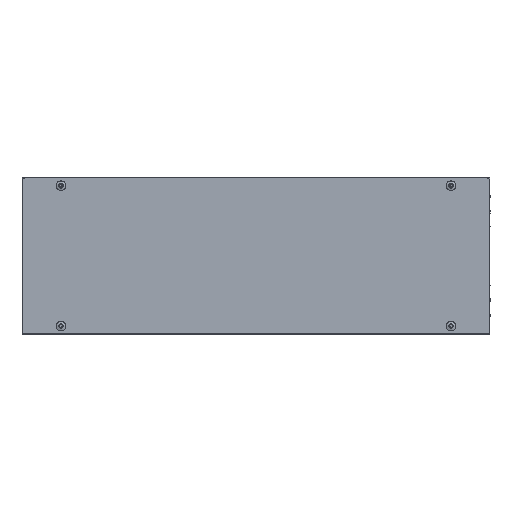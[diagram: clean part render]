
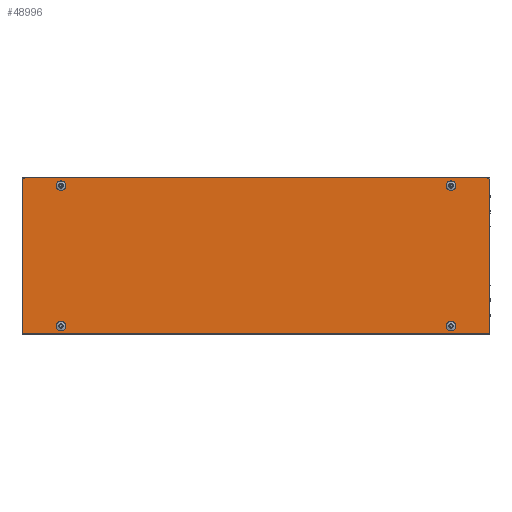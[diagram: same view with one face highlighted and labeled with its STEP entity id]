
A CAD part, top view. The second image highlights one B-rep face of the part: STEP entity #48996.
In plain terms, the highlighted planar face has unit normal (0, 0, 1).
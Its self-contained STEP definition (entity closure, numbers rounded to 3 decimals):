
#4186=FACE_BOUND('',#9224,.T.);
#4187=FACE_BOUND('',#9225,.T.);
#4188=FACE_BOUND('',#9226,.T.);
#4189=FACE_BOUND('',#9227,.T.);
#4640=PLANE('',#52095);
#6493=FACE_OUTER_BOUND('',#9223,.T.);
#9223=EDGE_LOOP('',(#36358,#36359,#36360,#36361,#36362,#36363,#36364,#36365));
#9224=EDGE_LOOP('',(#36366));
#9225=EDGE_LOOP('',(#36367));
#9226=EDGE_LOOP('',(#36368));
#9227=EDGE_LOOP('',(#36369));
#12453=LINE('',#66353,#17642);
#12459=LINE('',#66374,#17648);
#12463=LINE('',#66385,#17652);
#12464=LINE('',#66387,#17653);
#17642=VECTOR('',#55961,0.394);
#17648=VECTOR('',#55981,0.394);
#17652=VECTOR('',#55995,0.394);
#17653=VECTOR('',#55998,0.394);
#22349=CIRCLE('',#52067,0.145);
#22351=CIRCLE('',#52070,0.145);
#22353=CIRCLE('',#52073,0.145);
#22355=CIRCLE('',#52076,0.145);
#22357=CIRCLE('',#52079,0.125);
#22362=CIRCLE('',#52087,0.125);
#22363=CIRCLE('',#52090,0.125);
#22364=CIRCLE('',#52092,0.125);
#23223=VERTEX_POINT('',#66316);
#23225=VERTEX_POINT('',#66322);
#23227=VERTEX_POINT('',#66328);
#23229=VERTEX_POINT('',#66334);
#23231=VERTEX_POINT('',#66340);
#23232=VERTEX_POINT('',#66341);
#23236=VERTEX_POINT('',#66351);
#23242=VERTEX_POINT('',#66367);
#23243=VERTEX_POINT('',#66368);
#23244=VERTEX_POINT('',#66373);
#23245=VERTEX_POINT('',#66377);
#23246=VERTEX_POINT('',#66381);
#28242=EDGE_CURVE('',#23223,#23223,#22349,.T.);
#28245=EDGE_CURVE('',#23225,#23225,#22351,.T.);
#28248=EDGE_CURVE('',#23227,#23227,#22353,.T.);
#28251=EDGE_CURVE('',#23229,#23229,#22355,.T.);
#28254=EDGE_CURVE('',#23231,#23232,#22357,.T.);
#28260=EDGE_CURVE('',#23236,#23231,#12453,.T.);
#28267=EDGE_CURVE('',#23242,#23243,#22362,.T.);
#28270=EDGE_CURVE('',#23243,#23244,#12459,.T.);
#28272=EDGE_CURVE('',#23244,#23245,#22363,.T.);
#28274=EDGE_CURVE('',#23246,#23236,#22364,.T.);
#28276=EDGE_CURVE('',#23245,#23246,#12463,.T.);
#28277=EDGE_CURVE('',#23232,#23242,#12464,.T.);
#36358=ORIENTED_EDGE('',*,*,#28254,.F.);
#36359=ORIENTED_EDGE('',*,*,#28260,.F.);
#36360=ORIENTED_EDGE('',*,*,#28274,.F.);
#36361=ORIENTED_EDGE('',*,*,#28276,.F.);
#36362=ORIENTED_EDGE('',*,*,#28272,.F.);
#36363=ORIENTED_EDGE('',*,*,#28270,.F.);
#36364=ORIENTED_EDGE('',*,*,#28267,.F.);
#36365=ORIENTED_EDGE('',*,*,#28277,.F.);
#36366=ORIENTED_EDGE('',*,*,#28242,.T.);
#36367=ORIENTED_EDGE('',*,*,#28245,.T.);
#36368=ORIENTED_EDGE('',*,*,#28248,.T.);
#36369=ORIENTED_EDGE('',*,*,#28251,.T.);
#48996=ADVANCED_FACE('',(#6493,#4186,#4187,#4188,#4189),#4640,.T.);
#52067=AXIS2_PLACEMENT_3D('',#66317,#55923,#55924);
#52070=AXIS2_PLACEMENT_3D('',#66323,#55930,#55931);
#52073=AXIS2_PLACEMENT_3D('',#66329,#55937,#55938);
#52076=AXIS2_PLACEMENT_3D('',#66335,#55944,#55945);
#52079=AXIS2_PLACEMENT_3D('',#66342,#55951,#55952);
#52087=AXIS2_PLACEMENT_3D('',#66369,#55975,#55976);
#52090=AXIS2_PLACEMENT_3D('',#66378,#55985,#55986);
#52092=AXIS2_PLACEMENT_3D('',#66382,#55990,#55991);
#52095=AXIS2_PLACEMENT_3D('',#66388,#55999,#56000);
#55923=DIRECTION('center_axis',(0.,0.,-1.));
#55924=DIRECTION('ref_axis',(-1.,0.,0.));
#55930=DIRECTION('center_axis',(0.,0.,-1.));
#55931=DIRECTION('ref_axis',(-1.,0.,0.));
#55937=DIRECTION('center_axis',(0.,0.,-1.));
#55938=DIRECTION('ref_axis',(-1.,0.,0.));
#55944=DIRECTION('center_axis',(0.,0.,-1.));
#55945=DIRECTION('ref_axis',(-1.,0.,0.));
#55951=DIRECTION('center_axis',(0.,0.,-1.));
#55952=DIRECTION('ref_axis',(0.707,0.707,0.));
#55961=DIRECTION('',(1.,0.,0.));
#55975=DIRECTION('center_axis',(0.,0.,-1.));
#55976=DIRECTION('ref_axis',(0.707,-0.707,0.));
#55981=DIRECTION('',(-1.,0.,0.));
#55985=DIRECTION('center_axis',(0.,0.,-1.));
#55986=DIRECTION('ref_axis',(-0.707,-0.707,0.));
#55990=DIRECTION('center_axis',(0.,0.,-1.));
#55991=DIRECTION('ref_axis',(-0.707,0.707,0.));
#55995=DIRECTION('',(0.,1.,0.));
#55998=DIRECTION('',(0.,-1.,0.));
#55999=DIRECTION('center_axis',(0.,0.,1.));
#56000=DIRECTION('ref_axis',(1.,0.,0.));
#66316=CARTESIAN_POINT('',(7.645,-2.7,0.053));
#66317=CARTESIAN_POINT('Origin',(7.5,-2.7,0.053));
#66322=CARTESIAN_POINT('',(7.645,2.7,0.053));
#66323=CARTESIAN_POINT('Origin',(7.5,2.7,0.053));
#66328=CARTESIAN_POINT('',(-7.355,-2.7,0.053));
#66329=CARTESIAN_POINT('Origin',(-7.5,-2.7,0.053));
#66334=CARTESIAN_POINT('',(-7.355,2.7,0.053));
#66335=CARTESIAN_POINT('Origin',(-7.5,2.7,0.053));
#66340=CARTESIAN_POINT('',(8.875,3.,0.053));
#66341=CARTESIAN_POINT('',(9.,2.875,0.053));
#66342=CARTESIAN_POINT('Origin',(8.875,2.875,0.053));
#66351=CARTESIAN_POINT('',(-8.875,3.,0.053));
#66353=CARTESIAN_POINT('',(9.,3.,0.053));
#66367=CARTESIAN_POINT('',(9.,-2.875,0.053));
#66368=CARTESIAN_POINT('',(8.875,-3.,0.053));
#66369=CARTESIAN_POINT('Origin',(8.875,-2.875,0.053));
#66373=CARTESIAN_POINT('',(-8.875,-3.,0.053));
#66374=CARTESIAN_POINT('',(-9.,-3.,0.053));
#66377=CARTESIAN_POINT('',(-9.,-2.875,0.053));
#66378=CARTESIAN_POINT('Origin',(-8.875,-2.875,0.053));
#66381=CARTESIAN_POINT('',(-9.,2.875,0.053));
#66382=CARTESIAN_POINT('Origin',(-8.875,2.875,0.053));
#66385=CARTESIAN_POINT('',(-9.,3.,0.053));
#66387=CARTESIAN_POINT('',(9.,-3.,0.053));
#66388=CARTESIAN_POINT('Origin',(0.,0.,0.053));
